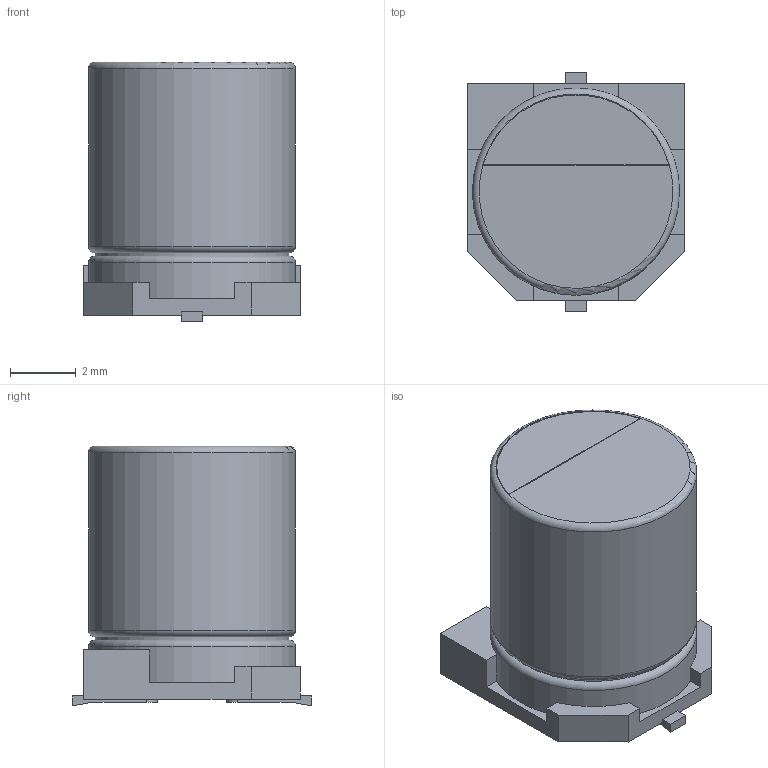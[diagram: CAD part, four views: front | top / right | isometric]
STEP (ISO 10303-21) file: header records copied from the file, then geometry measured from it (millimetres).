
FILE_DESCRIPTION(('FreeCAD Model'),'2;1');
FILE_NAME('Open CASCADE Shape Model','2024-04-11T19:22:34',(''),(''), 'Open CASCADE STEP processor 7.7','FreeCAD','Unknown');
FILE_SCHEMA(('AUTOMOTIVE_DESIGN { 1 0 10303 214 1 1 1 1 }'));
Length unit declared in the file: millimetre
Products named in the file (6): smd_capacitor_electrolytic_7_7x6_3mm; Base; Body; Leg; Leg (Mirror #1); Mark
Assembly tree (5 placements, depth 2):
  smd_capacitor_electrolytic_7_7x6_3mm
    Base
    Body
    Leg
    Leg (Mirror #1)
    Mark
Bounding box: 6.6 x 7.3 x 7.9 mm (x, y, z)
Volume: 250.8 mm3; surface area: 351.4 mm2
Topology: 5 solids, 5 shells, 67 faces, 154 edges, 100 vertices
Faces by surface type: plane 49, cylinder 15, torus 3
Full cylindrical faces by diameter (mm): 1 x2, 5.9 x1, 6.3 x2
Entity records: 2027 total; most frequent: DIRECTION 337, CARTESIAN_POINT 327, ORIENTED_EDGE 308, EDGE_CURVE 154, LINE 117, VECTOR 117, AXIS2_PLACEMENT_3D 110, VERTEX_POINT 100
